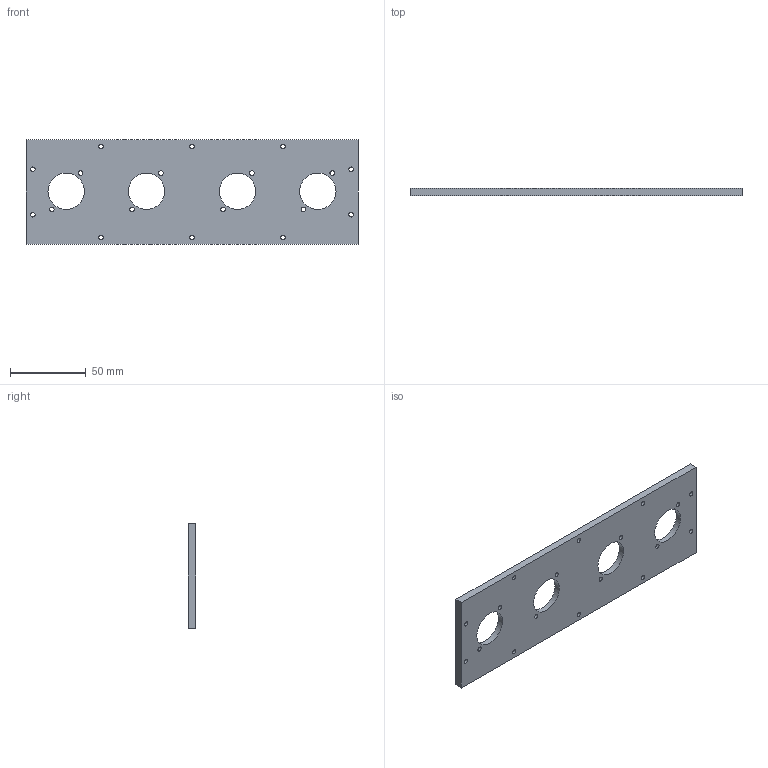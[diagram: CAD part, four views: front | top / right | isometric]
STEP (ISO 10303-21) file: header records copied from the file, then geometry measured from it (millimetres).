
FILE_DESCRIPTION(/* description */ (''),/* implementation_level */ '2;1');
FILE_NAME(/* name */ 'Big-4dnorm.step',/* time_stamp */ '2025-12-01T21:01:48+01:00',/* author */ (''),/* organization */ (''),/* preprocessor_version */ 'ST-DEVELOPER v20.1',/* originating_system */ 'Autodesk Translation Framework v14.17.0.0',/* authorisation */ '');
FILE_SCHEMA (('AUTOMOTIVE_DESIGN { 1 0 10303 214 3 1 1 }'));
Length unit declared in the file: millimetre
Products named in the file (2): PreSonus StudioLive_16.0.2; backmodule-4d-norm
Assembly tree (1 placements, depth 2):
  PreSonus StudioLive_16.0.2
    backmodule-4d-norm
Bounding box: 219 x 5 x 69 mm (x, y, z)
Volume: 64510.4 mm3; surface area: 31664.5 mm2
Topology: 1 solids, 1 shells, 78 faces, 216 edges, 144 vertices
Faces by surface type: cylinder 32, plane 26, bspline 20
Full cylindrical faces by diameter (mm): 3 x8, 24 x4
Entity records: 2852 total; most frequent: CARTESIAN_POINT 781, ORIENTED_EDGE 432, DIRECTION 362, EDGE_CURVE 216, VERTEX_POINT 144, EDGE_LOOP 126, AXIS2_PLACEMENT_3D 125, LINE 112
